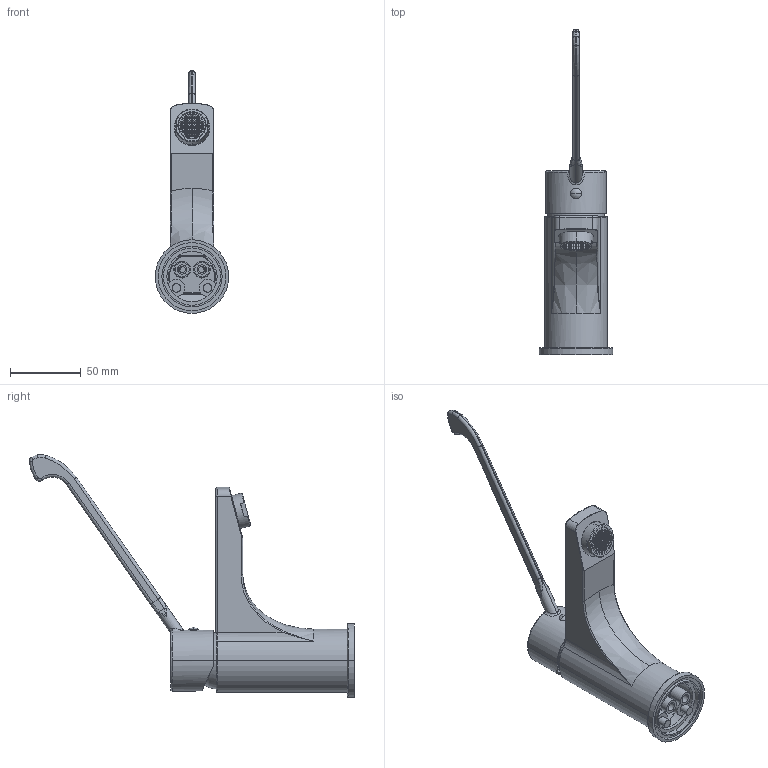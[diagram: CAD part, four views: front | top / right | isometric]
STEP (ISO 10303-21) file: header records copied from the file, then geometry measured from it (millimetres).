
FILE_DESCRIPTION((''),'2;1');
FILE_NAME('RED301CR','2021-11-08T16:42:06',('ut3'),('PAFFONI SpA'),'CREO PARAMETRIC BY PTC INC, 2020044','CREO PARAMETRIC BY PTC INC, 2020044','');
FILE_SCHEMA(('CONFIG_CONTROL_DESIGN','SHAPE_APPEARANCE_LAYERS_GROUPS'));
Length unit declared in the file: millimetre
Products named in the file (1): RED301CR
Bounding box: 52 x 229.58 x 171.51 mm (x, y, z)
Volume: 146354 mm3; surface area: 96624.6 mm2
Topology: 4 solids, 4 shells, 3090 faces, 8679 edges, 5581 vertices
Faces by surface type: plane 2168, cylinder 533, torus 157, cone 111, bspline 87, sphere 34
Entity records: 124991 total; most frequent: CARTESIAN_POINT 30853, ORIENTED_EDGE 17332, DIRECTION 16460, EDGE_CURVE 8666, VERTEX_POINT 5581, AXIS2_PLACEMENT_3D 5507, VECTOR 5446, LINE 5446
